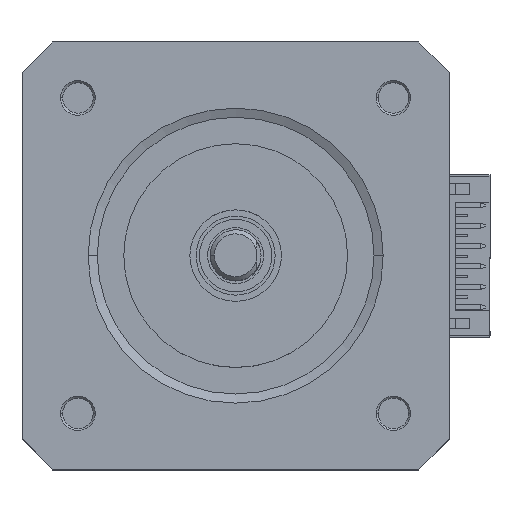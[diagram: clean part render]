
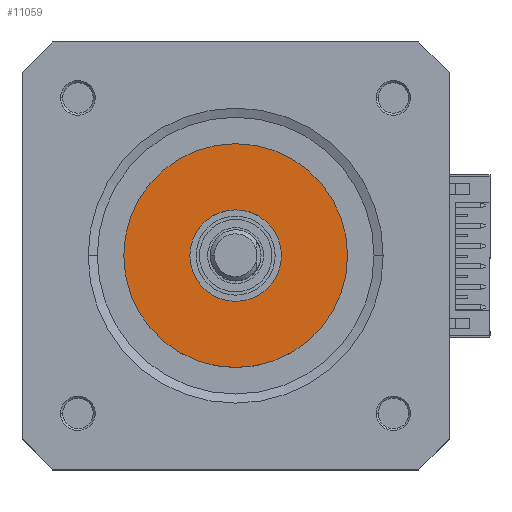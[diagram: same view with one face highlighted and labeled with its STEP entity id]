
A CAD part, top view. The second image highlights one B-rep face of the part: STEP entity #11059.
In plain terms, the highlighted planar face has unit normal (0, 0, 1).
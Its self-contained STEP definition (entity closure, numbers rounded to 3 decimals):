
#623 = DIRECTION ( 'NONE',  ( 0., 0., 1. ) ) ;
#1638 = EDGE_CURVE ( 'NONE', #5783, #4422, #11888, .T. ) ;
#1690 = CARTESIAN_POINT ( 'NONE',  ( -4.5, 0., 42.2 ) ) ;
#1825 = PLANE ( 'NONE',  #5634 ) ;
#1942 = CARTESIAN_POINT ( 'NONE',  ( 0., 0., 42.2 ) ) ;
#2138 = CARTESIAN_POINT ( 'NONE',  ( 0., 0., 42.2 ) ) ;
#2365 = AXIS2_PLACEMENT_3D ( 'NONE', #4098, #13933, #11534 ) ;
#3208 = FACE_OUTER_BOUND ( 'NONE', #12597, .T. ) ;
#3246 = AXIS2_PLACEMENT_3D ( 'NONE', #10547, #623, #11760 ) ;
#3720 = CARTESIAN_POINT ( 'NONE',  ( 4.5, 0., 42.2 ) ) ;
#3946 = DIRECTION ( 'NONE',  ( 1., 0., 0. ) ) ;
#4098 = CARTESIAN_POINT ( 'NONE',  ( 0., 0., 42.2 ) ) ;
#4250 = DIRECTION ( 'NONE',  ( 1., 0., 0. ) ) ;
#4422 = VERTEX_POINT ( 'NONE', #12192 ) ;
#4778 = CIRCLE ( 'NONE', #4876, 11. ) ;
#4876 = AXIS2_PLACEMENT_3D ( 'NONE', #2138, #9265, #14330 ) ;
#5634 = AXIS2_PLACEMENT_3D ( 'NONE', #1942, #14241, #4250 ) ;
#5739 = ORIENTED_EDGE ( 'NONE', *, *, #13792, .F. ) ;
#5783 = VERTEX_POINT ( 'NONE', #10564 ) ;
#5876 = CIRCLE ( 'NONE', #8839, 4.5 ) ;
#8365 = ORIENTED_EDGE ( 'NONE', *, *, #1638, .T. ) ;
#8722 = ORIENTED_EDGE ( 'NONE', *, *, #14306, .F. ) ;
#8839 = AXIS2_PLACEMENT_3D ( 'NONE', #12521, #11290, #3946 ) ;
#9265 = DIRECTION ( 'NONE',  ( 0., 0., 1. ) ) ;
#9732 = EDGE_LOOP ( 'NONE', ( #8722, #5739 ) ) ;
#9989 = EDGE_CURVE ( 'NONE', #4422, #5783, #4778, .T. ) ;
#10547 = CARTESIAN_POINT ( 'NONE',  ( 0., 0., 42.2 ) ) ;
#10564 = CARTESIAN_POINT ( 'NONE',  ( -11., 0., 42.2 ) ) ;
#11059 = ADVANCED_FACE ( 'NONE', ( #3208, #13929 ), #1825, .T. ) ;
#11290 = DIRECTION ( 'NONE',  ( 0., 0., 1. ) ) ;
#11534 = DIRECTION ( 'NONE',  ( 1., 0., 0. ) ) ;
#11760 = DIRECTION ( 'NONE',  ( 1., 0., 0. ) ) ;
#11888 = CIRCLE ( 'NONE', #3246, 11. ) ;
#12010 = VERTEX_POINT ( 'NONE', #3720 ) ;
#12166 = VERTEX_POINT ( 'NONE', #1690 ) ;
#12192 = CARTESIAN_POINT ( 'NONE',  ( 11., 0., 42.2 ) ) ;
#12521 = CARTESIAN_POINT ( 'NONE',  ( 0., 0., 42.2 ) ) ;
#12597 = EDGE_LOOP ( 'NONE', ( #15494, #8365 ) ) ;
#13792 = EDGE_CURVE ( 'NONE', #12010, #12166, #5876, .T. ) ;
#13929 = FACE_BOUND ( 'NONE', #9732, .T. ) ;
#13933 = DIRECTION ( 'NONE',  ( 0., 0., 1. ) ) ;
#14241 = DIRECTION ( 'NONE',  ( 0., 0., 1. ) ) ;
#14253 = CIRCLE ( 'NONE', #2365, 4.5 ) ;
#14306 = EDGE_CURVE ( 'NONE', #12166, #12010, #14253, .T. ) ;
#14330 = DIRECTION ( 'NONE',  ( 1., 0., 0. ) ) ;
#15494 = ORIENTED_EDGE ( 'NONE', *, *, #9989, .T. ) ;
